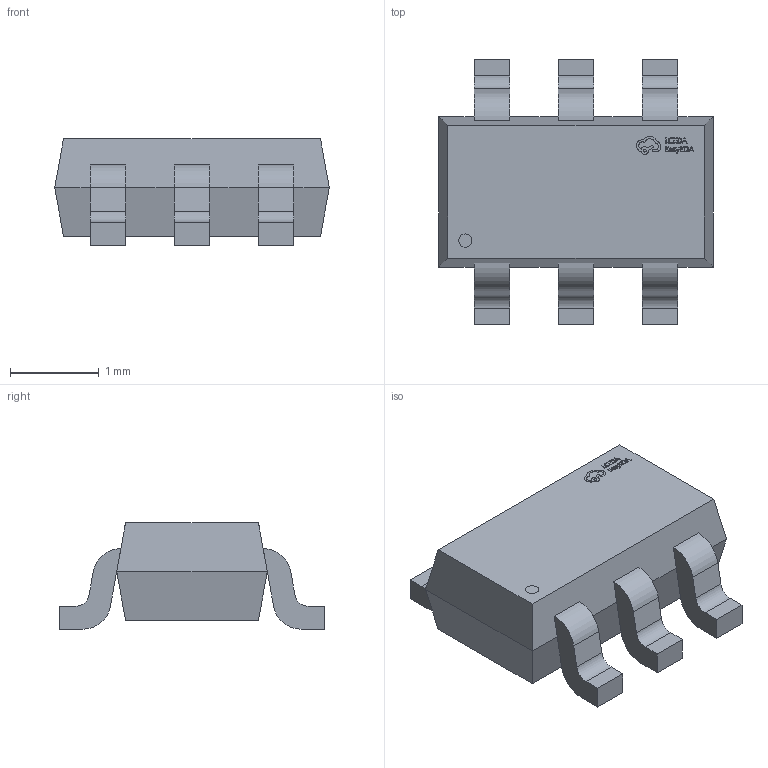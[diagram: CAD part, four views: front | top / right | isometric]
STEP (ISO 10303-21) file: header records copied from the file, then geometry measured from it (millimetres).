
FILE_DESCRIPTION (( 'STEP AP214' ), '1' );
FILE_NAME ('SOT-457_L2.9-W1.5-H1.1-P0.95-LS2.8-BL.step', '2022-07-26T11:14:15', ( '' ), ( '' ), 'SwSTEP 2.0', 'SolidWorks 2020', '' );
FILE_SCHEMA (( 'AUTOMOTIVE_DESIGN' ));
Length unit declared in the file: millimetre
Products named in the file (1): SOT-457_L2.9-W1.5-H1.1-P0.95-LS2.8-BL
Bounding box: 3.1 x 3 x 1.2 mm (x, y, z)
Volume: 6 mm3; surface area: 27.9 mm2
Topology: 14 solids, 14 shells, 309 faces, 857 edges, 584 vertices
Faces by surface type: plane 193, bspline 98, cylinder 18
Entity records: 13392 total; most frequent: CARTESIAN_POINT 3253, ORIENTED_EDGE 1714, DIRECTION 1105, EDGE_CURVE 857, VECTOR 605, LINE 605, VERTEX_POINT 584, EDGE_LOOP 329
